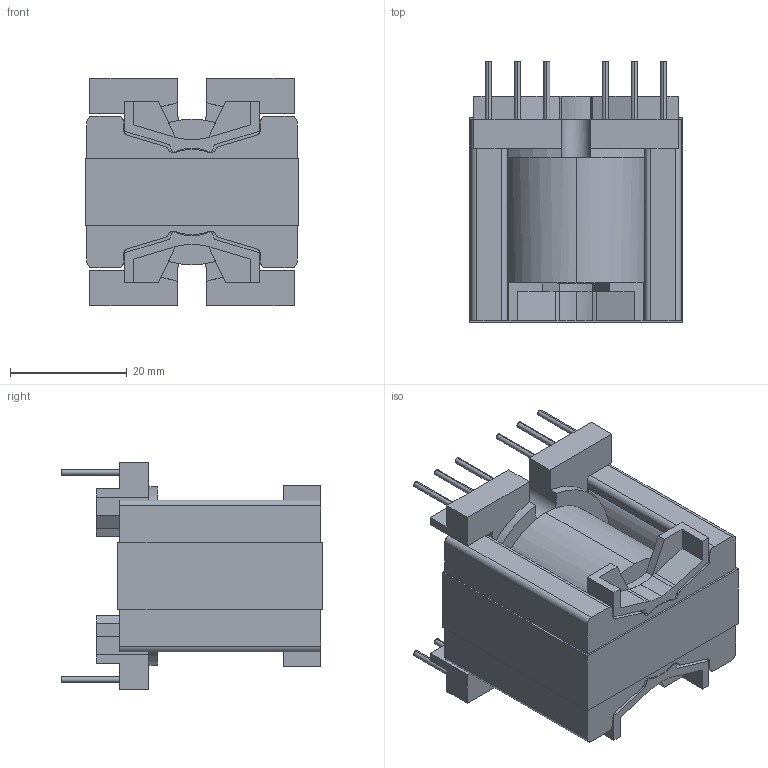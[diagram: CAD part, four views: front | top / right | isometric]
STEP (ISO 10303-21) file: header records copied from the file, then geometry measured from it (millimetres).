
FILE_DESCRIPTION (( 'STEP AP214' ), '1' );
FILE_NAME ('PQ3535.STEP', '2019-09-30T11:20:37', ( '' ), ( '' ), 'SwSTEP 2.0', 'SolidWorks 2018', '' );
FILE_SCHEMA (( 'AUTOMOTIVE_DESIGN' ));
Length unit declared in the file: millimetre
Products named in the file (1): PQ3535
Bounding box: 36.6 x 44.8 x 39 mm (x, y, z)
Volume: 29002.7 mm3; surface area: 13048.6 mm2
Topology: 1 solids, 1 shells, 264 faces, 719 edges, 463 vertices
Faces by surface type: plane 168, cylinder 96
Entity records: 9822 total; most frequent: DIRECTION 1503, CARTESIAN_POINT 1447, ORIENTED_EDGE 1438, EDGE_CURVE 719, AXIS2_PLACEMENT_3D 519, LINE 465, VECTOR 465, VERTEX_POINT 463
